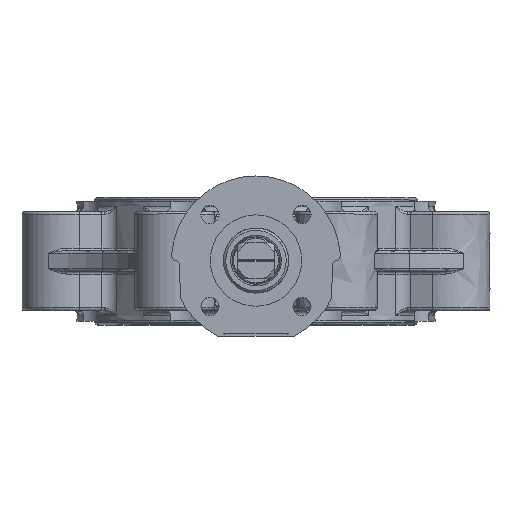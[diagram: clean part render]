
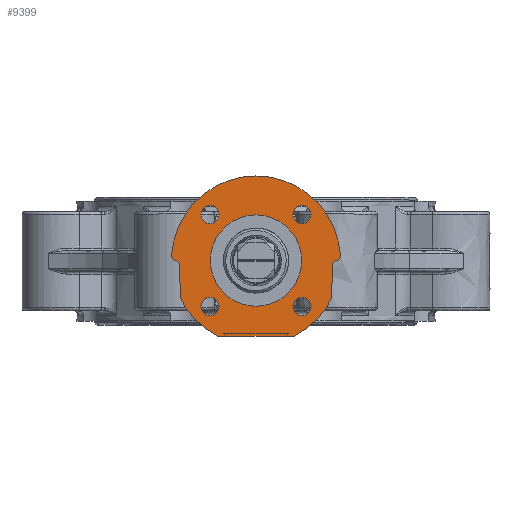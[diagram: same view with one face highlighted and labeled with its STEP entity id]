
A CAD part, top view. The second image highlights one B-rep face of the part: STEP entity #9399.
In plain terms, the highlighted planar face has unit normal (0, 0, 1).
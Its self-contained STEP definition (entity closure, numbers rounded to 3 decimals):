
#6410=CARTESIAN_POINT('',(-21.178,-17.678,157.0));
#6411=VERTEX_POINT('',#6410);
#6412=CARTESIAN_POINT('',(-17.678,-17.678,157.));
#6413=DIRECTION('',(0.0,0.0,-1.0));
#6414=DIRECTION('',(-1.0,0.0,0.0));
#6415=AXIS2_PLACEMENT_3D('',#6412,#6413,#6414);
#6416=CIRCLE('',#6415,3.5);
#6417=EDGE_CURVE('',#6411,#6411,#6416,.T.);
#6459=CARTESIAN_POINT('',(-17.678,21.178,157.0));
#6460=VERTEX_POINT('',#6459);
#6461=CARTESIAN_POINT('',(-17.678,17.678,157.));
#6462=DIRECTION('',(0.0,0.0,-1.0));
#6463=DIRECTION('',(0.0,1.0,0.0));
#6464=AXIS2_PLACEMENT_3D('',#6461,#6462,#6463);
#6465=CIRCLE('',#6464,3.5);
#6466=EDGE_CURVE('',#6460,#6460,#6465,.T.);
#6508=CARTESIAN_POINT('',(17.678,-21.178,157.0));
#6509=VERTEX_POINT('',#6508);
#6510=CARTESIAN_POINT('',(17.678,-17.678,157.));
#6511=DIRECTION('',(0.0,0.0,-1.0));
#6512=DIRECTION('',(0.0,-1.0,0.0));
#6513=AXIS2_PLACEMENT_3D('',#6510,#6511,#6512);
#6514=CIRCLE('',#6513,3.5);
#6515=EDGE_CURVE('',#6509,#6509,#6514,.T.);
#6557=CARTESIAN_POINT('',(21.178,17.678,157.0));
#6558=VERTEX_POINT('',#6557);
#6559=CARTESIAN_POINT('',(17.678,17.678,157.));
#6560=DIRECTION('',(0.0,0.0,-1.0));
#6561=DIRECTION('',(1.0,0.0,0.0));
#6562=AXIS2_PLACEMENT_3D('',#6559,#6560,#6561);
#6563=CIRCLE('',#6562,3.5);
#6564=EDGE_CURVE('',#6558,#6558,#6563,.T.);
#9275=CARTESIAN_POINT('',(17.55,0.,157.0));
#9276=VERTEX_POINT('',#9275);
#9277=CARTESIAN_POINT('',(0.,0.,157.0));
#9278=DIRECTION('',(0.0,0.0,-1.0));
#9279=DIRECTION('',(1.0,0.0,0.0));
#9280=AXIS2_PLACEMENT_3D('',#9277,#9278,#9279);
#9281=CIRCLE('',#9280,17.55);
#9282=EDGE_CURVE('',#9276,#9276,#9281,.T.);
#9290=CARTESIAN_POINT('',(-89.911,32.501,157.0));
#9291=DIRECTION('',(0.0,0.0,-1.0));
#9292=DIRECTION('',(-1.0,0.0,0.0));
#9293=AXIS2_PLACEMENT_3D('',#9290,#9291,#9292);
#9294=PLANE('',#9293);
#9295=CARTESIAN_POINT('',(30.935,0.064,157.0));
#9296=VERTEX_POINT('',#9295);
#9297=CARTESIAN_POINT('',(29.437,-1.803,157.0));
#9298=VERTEX_POINT('',#9297);
#9299=CARTESIAN_POINT('',(31.436,-1.873,157.0));
#9300=DIRECTION('',(0.0,0.0,1.0));
#9301=DIRECTION('',(0.999,-0.035,0.0));
#9302=AXIS2_PLACEMENT_3D('',#9299,#9300,#9301);
#9303=CIRCLE('',#9302,2.);
#9304=EDGE_CURVE('',#9296,#9298,#9303,.T.);
#9305=ORIENTED_EDGE('',*,*,#9304,.F.);
#9306=CARTESIAN_POINT('',(32.43,2.131,157.0));
#9307=VERTEX_POINT('',#9306);
#9308=CARTESIAN_POINT('',(30.434,2.0,157.0));
#9309=DIRECTION('',(0.0,0.0,-1.0));
#9310=DIRECTION('',(0.73,-0.684,0.0));
#9311=AXIS2_PLACEMENT_3D('',#9308,#9309,#9310);
#9312=CIRCLE('',#9311,2.0);
#9313=EDGE_CURVE('',#9307,#9296,#9312,.T.);
#9314=ORIENTED_EDGE('',*,*,#9313,.F.);
#9315=CARTESIAN_POINT('',(-32.43,2.131,157.0));
#9316=VERTEX_POINT('',#9315);
#9317=CARTESIAN_POINT('',(0.,0.,157.0));
#9318=DIRECTION('',(0.0,0.0,-1.0));
#9319=DIRECTION('',(1.0,0.0,0.0));
#9320=AXIS2_PLACEMENT_3D('',#9317,#9318,#9319);
#9321=CIRCLE('',#9320,32.5);
#9322=EDGE_CURVE('',#9316,#9307,#9321,.T.);
#9323=ORIENTED_EDGE('',*,*,#9322,.F.);
#9324=CARTESIAN_POINT('',(-30.935,0.064,157.0));
#9325=VERTEX_POINT('',#9324);
#9326=CARTESIAN_POINT('',(-30.434,2.,157.0));
#9327=DIRECTION('',(0.0,0.0,-1.));
#9328=DIRECTION('',(-0.73,-0.684,0.0));
#9329=AXIS2_PLACEMENT_3D('',#9326,#9327,#9328);
#9330=CIRCLE('',#9329,2.);
#9331=EDGE_CURVE('',#9325,#9316,#9330,.T.);
#9332=ORIENTED_EDGE('',*,*,#9331,.F.);
#9333=CARTESIAN_POINT('',(-29.437,-1.803,157.0));
#9334=VERTEX_POINT('',#9333);
#9335=CARTESIAN_POINT('',(-31.436,-1.873,157.0));
#9336=DIRECTION('',(0.0,0.0,1.0));
#9337=DIRECTION('',(-0.999,-0.035,0.0));
#9338=AXIS2_PLACEMENT_3D('',#9335,#9336,#9337);
#9339=CIRCLE('',#9338,2.);
#9340=EDGE_CURVE('',#9334,#9325,#9339,.T.);
#9341=ORIENTED_EDGE('',*,*,#9340,.F.);
#9342=CARTESIAN_POINT('',(-28.987,-14.698,157.0));
#9343=VERTEX_POINT('',#9342);
#9344=CARTESIAN_POINT('',(-28.987,-14.698,157.0));
#9345=DIRECTION('',(-0.035,0.999,0.0));
#9346=VECTOR('',#9345,12.903);
#9347=LINE('',#9344,#9346);
#9348=EDGE_CURVE('',#9343,#9334,#9347,.T.);
#9349=ORIENTED_EDGE('',*,*,#9348,.F.);
#9350=CARTESIAN_POINT('',(-14.671,-29.,157.0));
#9351=VERTEX_POINT('',#9350);
#9352=CARTESIAN_POINT('',(0.,0.,157.0));
#9353=DIRECTION('',(0.0,0.0,-1.));
#9354=DIRECTION('',(-0.892,-0.452,0.0));
#9355=AXIS2_PLACEMENT_3D('',#9352,#9353,#9354);
#9356=CIRCLE('',#9355,32.5);
#9357=EDGE_CURVE('',#9351,#9343,#9356,.T.);
#9358=ORIENTED_EDGE('',*,*,#9357,.F.);
#9359=CARTESIAN_POINT('',(14.671,-29.,157.0));
#9360=VERTEX_POINT('',#9359);
#9361=CARTESIAN_POINT('',(14.671,-29.,157.0));
#9362=DIRECTION('',(-1.0,0.0,0.0));
#9363=VECTOR('',#9362,29.343);
#9364=LINE('',#9361,#9363);
#9365=EDGE_CURVE('',#9360,#9351,#9364,.T.);
#9366=ORIENTED_EDGE('',*,*,#9365,.F.);
#9367=CARTESIAN_POINT('',(28.987,-14.698,157.0));
#9368=VERTEX_POINT('',#9367);
#9369=CARTESIAN_POINT('',(0.,0.,157.0));
#9370=DIRECTION('',(0.0,0.0,-1.));
#9371=DIRECTION('',(0.451,-0.892,0.0));
#9372=AXIS2_PLACEMENT_3D('',#9369,#9370,#9371);
#9373=CIRCLE('',#9372,32.5);
#9374=EDGE_CURVE('',#9368,#9360,#9373,.T.);
#9375=ORIENTED_EDGE('',*,*,#9374,.F.);
#9376=CARTESIAN_POINT('',(29.437,-1.803,157.0));
#9377=DIRECTION('',(-0.035,-0.999,0.0));
#9378=VECTOR('',#9377,12.903);
#9379=LINE('',#9376,#9378);
#9380=EDGE_CURVE('',#9298,#9368,#9379,.T.);
#9381=ORIENTED_EDGE('',*,*,#9380,.F.);
#9382=EDGE_LOOP('',(#9305,#9314,#9323,#9332,#9341,#9349,#9358,#9366,#9375,#9381));
#9383=FACE_OUTER_BOUND('',#9382,.T.);
#9384=ORIENTED_EDGE('',*,*,#6417,.T.);
#9385=EDGE_LOOP('',(#9384));
#9386=FACE_BOUND('',#9385,.T.);
#9387=ORIENTED_EDGE('',*,*,#6466,.T.);
#9388=EDGE_LOOP('',(#9387));
#9389=FACE_BOUND('',#9388,.T.);
#9390=ORIENTED_EDGE('',*,*,#6515,.T.);
#9391=EDGE_LOOP('',(#9390));
#9392=FACE_BOUND('',#9391,.T.);
#9393=ORIENTED_EDGE('',*,*,#6564,.T.);
#9394=EDGE_LOOP('',(#9393));
#9395=FACE_BOUND('',#9394,.T.);
#9396=ORIENTED_EDGE('',*,*,#9282,.T.);
#9397=EDGE_LOOP('',(#9396));
#9398=FACE_BOUND('',#9397,.T.);
#9399=ADVANCED_FACE('',(#9383,#9386,#9389,#9392,#9395,#9398),#9294,.F.);
